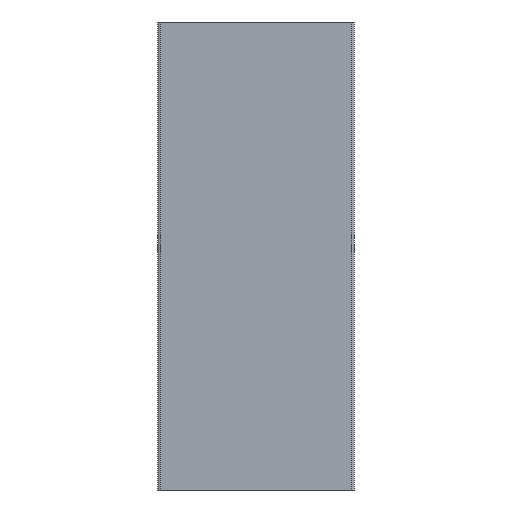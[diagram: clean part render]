
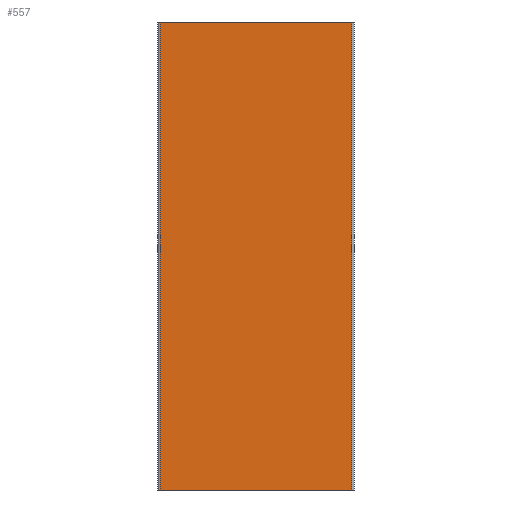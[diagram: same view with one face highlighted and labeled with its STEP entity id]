
A CAD part, front view. The second image highlights one B-rep face of the part: STEP entity #557.
In plain terms, the highlighted planar face has unit normal (0, -1, 0).
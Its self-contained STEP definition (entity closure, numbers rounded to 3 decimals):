
#39=PLANE('',#671);
#66=FACE_OUTER_BOUND('',#96,.T.);
#96=EDGE_LOOP('',(#459,#460,#461,#462));
#118=LINE('',#894,#174);
#141=LINE('',#962,#197);
#152=LINE('',#988,#208);
#153=LINE('',#991,#209);
#174=VECTOR('',#719,10.);
#197=VECTOR('',#778,10.);
#208=VECTOR('',#805,10.);
#209=VECTOR('',#810,10.);
#254=VERTEX_POINT('',#891);
#255=VERTEX_POINT('',#893);
#282=VERTEX_POINT('',#960);
#289=VERTEX_POINT('',#987);
#308=EDGE_CURVE('',#255,#254,#118,.T.);
#342=EDGE_CURVE('',#282,#254,#141,.T.);
#355=EDGE_CURVE('',#255,#289,#152,.T.);
#357=EDGE_CURVE('',#282,#289,#153,.T.);
#459=ORIENTED_EDGE('',*,*,#342,.F.);
#460=ORIENTED_EDGE('',*,*,#357,.T.);
#461=ORIENTED_EDGE('',*,*,#355,.F.);
#462=ORIENTED_EDGE('',*,*,#308,.T.);
#557=ADVANCED_FACE('',(#66),#39,.T.);
#671=AXIS2_PLACEMENT_3D('',#990,#808,#809);
#719=DIRECTION('',(1.,0.,0.));
#778=DIRECTION('',(0.,0.,-1.));
#805=DIRECTION('',(0.,0.,1.));
#808=DIRECTION('center_axis',(0.,-1.,0.));
#809=DIRECTION('ref_axis',(0.,0.,-1.));
#810=DIRECTION('',(-1.,0.,0.));
#891=CARTESIAN_POINT('',(20.5,0.,-50.));
#893=CARTESIAN_POINT('',(-20.5,0.,-50.));
#894=CARTESIAN_POINT('',(-21.,0.,-50.));
#960=CARTESIAN_POINT('',(20.5,0.,50.));
#962=CARTESIAN_POINT('',(20.5,0.,0.));
#987=CARTESIAN_POINT('',(-20.5,0.,50.));
#988=CARTESIAN_POINT('',(-20.5,0.,0.));
#990=CARTESIAN_POINT('Origin',(21.,0.,0.));
#991=CARTESIAN_POINT('',(-21.,0.,50.));
